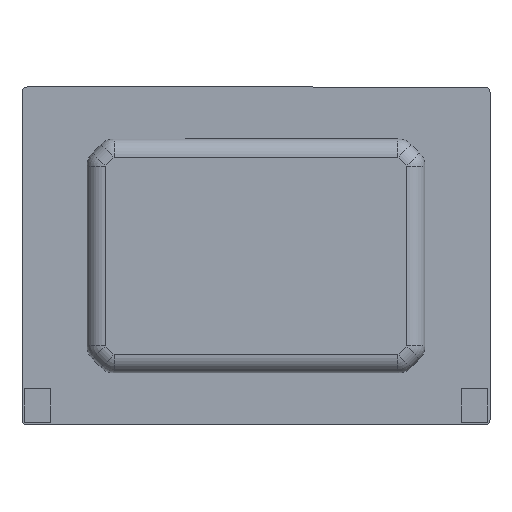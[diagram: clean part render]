
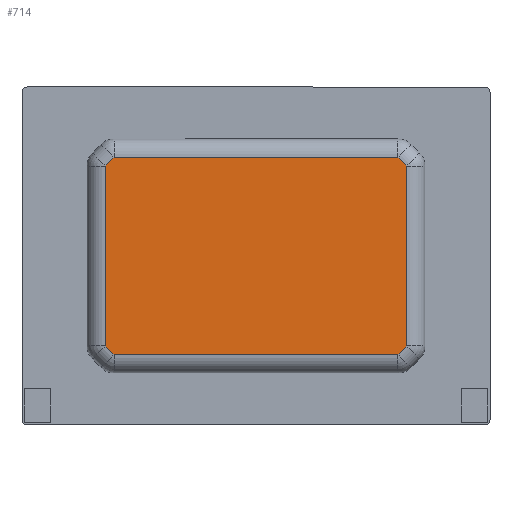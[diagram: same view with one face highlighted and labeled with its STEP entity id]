
A CAD part, front view. The second image highlights one B-rep face of the part: STEP entity #714.
In plain terms, the highlighted planar face has unit normal (0, -1, 0).
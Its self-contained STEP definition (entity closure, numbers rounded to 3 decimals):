
#4 = VERTEX_POINT ( 'NONE', #297 ) ;
#5 = CARTESIAN_POINT ( 'NONE',  ( 4.63, -2.5, 4.63 ) ) ;
#7 = ORIENTED_EDGE ( 'NONE', *, *, #1367, .T. ) ;
#48 = CARTESIAN_POINT ( 'NONE',  ( 5.8, -2.5, -3.46 ) ) ;
#103 = DIRECTION ( 'NONE',  ( 0.707, 0., 0.707 ) ) ;
#128 = AXIS2_PLACEMENT_3D ( 'NONE', #1489, #1479, #1403 ) ;
#133 = ORIENTED_EDGE ( 'NONE', *, *, #154, .T. ) ;
#154 = EDGE_CURVE ( 'NONE', #4, #437, #335, .T. ) ;
#160 = EDGE_LOOP ( 'NONE', ( #133, #637, #657, #201, #7, #837, #275, #891 ) ) ;
#201 = ORIENTED_EDGE ( 'NONE', *, *, #1362, .T. ) ;
#248 = VERTEX_POINT ( 'NONE', #1660 ) ;
#275 = ORIENTED_EDGE ( 'NONE', *, *, #1669, .T. ) ;
#297 = CARTESIAN_POINT ( 'NONE',  ( -5.8, -2.5, 3.46 ) ) ;
#321 = VECTOR ( 'NONE', #381, 1000. ) ;
#335 = LINE ( 'NONE', #360, #321 ) ;
#344 = CARTESIAN_POINT ( 'NONE',  ( -5.46, -2.5, 3.8 ) ) ;
#355 = CARTESIAN_POINT ( 'NONE',  ( 4.63, -2.5, -4.63 ) ) ;
#360 = CARTESIAN_POINT ( 'NONE',  ( -5.8, -2.5, -3.75 ) ) ;
#381 = DIRECTION ( 'NONE',  ( 0., 0., -1. ) ) ;
#403 = CARTESIAN_POINT ( 'NONE',  ( 5.8, -2.5, 3.46 ) ) ;
#437 = VERTEX_POINT ( 'NONE', #847 ) ;
#508 = VERTEX_POINT ( 'NONE', #403 ) ;
#535 = VERTEX_POINT ( 'NONE', #344 ) ;
#594 = VERTEX_POINT ( 'NONE', #48 ) ;
#637 = ORIENTED_EDGE ( 'NONE', *, *, #1645, .T. ) ;
#657 = ORIENTED_EDGE ( 'NONE', *, *, #1653, .T. ) ;
#705 = VERTEX_POINT ( 'NONE', #1667 ) ;
#707 = VERTEX_POINT ( 'NONE', #1700 ) ;
#714 = ADVANCED_FACE ( 'NONE', ( #1689 ), #1508, .T. ) ;
#744 = DIRECTION ( 'NONE',  ( -0.707, 0., -0.707 ) ) ;
#774 = DIRECTION ( 'NONE',  ( -1., 0., 0. ) ) ;
#837 = ORIENTED_EDGE ( 'NONE', *, *, #1394, .T. ) ;
#842 = CARTESIAN_POINT ( 'NONE',  ( -4.63, -2.5, 4.63 ) ) ;
#847 = CARTESIAN_POINT ( 'NONE',  ( -5.8, -2.5, -3.46 ) ) ;
#848 = CARTESIAN_POINT ( 'NONE',  ( -5.75, -2.5, 3.8 ) ) ;
#890 = DIRECTION ( 'NONE',  ( 1., 0., 0. ) ) ;
#891 = ORIENTED_EDGE ( 'NONE', *, *, #1680, .T. ) ;
#955 = CARTESIAN_POINT ( 'NONE',  ( 5.75, -2.5, -3.8 ) ) ;
#961 = DIRECTION ( 'NONE',  ( 0.707, 0., -0.707 ) ) ;
#1013 = DIRECTION ( 'NONE',  ( 0., 0., 1. ) ) ;
#1109 = CARTESIAN_POINT ( 'NONE',  ( -4.63, -2.5, -4.63 ) ) ;
#1141 = VECTOR ( 'NONE', #744, 1000. ) ;
#1145 = LINE ( 'NONE', #842, #1141 ) ;
#1157 = VECTOR ( 'NONE', #774, 1000. ) ;
#1165 = LINE ( 'NONE', #848, #1157 ) ;
#1187 = VECTOR ( 'NONE', #961, 1000. ) ;
#1208 = LINE ( 'NONE', #1109, #1187 ) ;
#1213 = VECTOR ( 'NONE', #890, 1000. ) ;
#1216 = LINE ( 'NONE', #955, #1213 ) ;
#1362 = EDGE_CURVE ( 'NONE', #705, #594, #1623, .T. ) ;
#1367 = EDGE_CURVE ( 'NONE', #594, #508, #1615, .T. ) ;
#1394 = EDGE_CURVE ( 'NONE', #508, #248, #1599, .T. ) ;
#1403 = DIRECTION ( 'NONE',  ( 0., 0., -1. ) ) ;
#1415 = CARTESIAN_POINT ( 'NONE',  ( 5.8, -2.5, 3.75 ) ) ;
#1479 = DIRECTION ( 'NONE',  ( 0., -1., 0. ) ) ;
#1489 = CARTESIAN_POINT ( 'NONE',  ( 0., -2.5, 0. ) ) ;
#1508 = PLANE ( 'NONE',  #128 ) ;
#1599 = LINE ( 'NONE', #5, #1603 ) ;
#1602 = VECTOR ( 'NONE', #1013, 1000. ) ;
#1603 = VECTOR ( 'NONE', #1684, 1000. ) ;
#1604 = VECTOR ( 'NONE', #103, 1000. ) ;
#1615 = LINE ( 'NONE', #1415, #1602 ) ;
#1623 = LINE ( 'NONE', #355, #1604 ) ;
#1645 = EDGE_CURVE ( 'NONE', #437, #707, #1208, .T. ) ;
#1653 = EDGE_CURVE ( 'NONE', #707, #705, #1216, .T. ) ;
#1660 = CARTESIAN_POINT ( 'NONE',  ( 5.46, -2.5, 3.8 ) ) ;
#1667 = CARTESIAN_POINT ( 'NONE',  ( 5.46, -2.5, -3.8 ) ) ;
#1669 = EDGE_CURVE ( 'NONE', #248, #535, #1165, .T. ) ;
#1680 = EDGE_CURVE ( 'NONE', #535, #4, #1145, .T. ) ;
#1684 = DIRECTION ( 'NONE',  ( -0.707, 0., 0.707 ) ) ;
#1689 = FACE_OUTER_BOUND ( 'NONE', #160, .T. ) ;
#1700 = CARTESIAN_POINT ( 'NONE',  ( -5.46, -2.5, -3.8 ) ) ;
